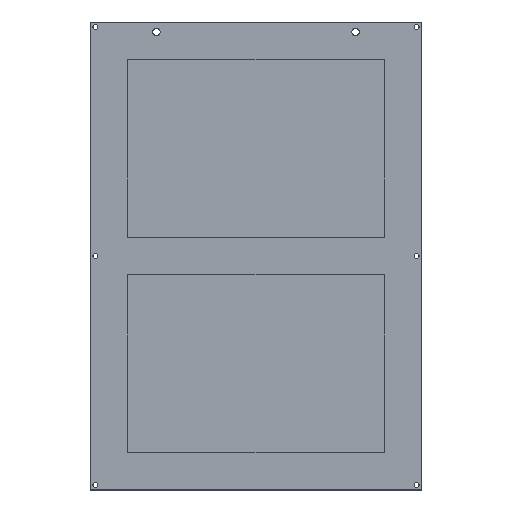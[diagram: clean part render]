
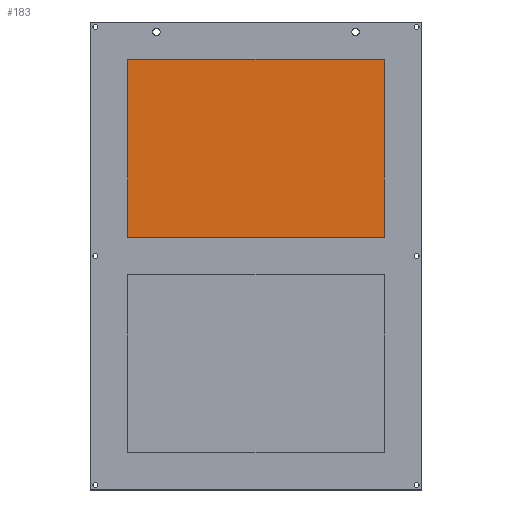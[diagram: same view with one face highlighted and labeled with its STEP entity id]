
A CAD part, top view. The second image highlights one B-rep face of the part: STEP entity #183.
In plain terms, the highlighted planar face has unit normal (0, 0, 1).
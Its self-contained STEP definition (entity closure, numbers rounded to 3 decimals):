
#2 = CARTESIAN_POINT ( 'NONE',  ( 267.5, 27.5, 0. ) ) ;
#147 = DIRECTION ( 'NONE',  ( 0., 1., 0. ) ) ;
#172 = ORIENTED_EDGE ( 'NONE', *, *, #420, .F. ) ;
#174 = AXIS2_PLACEMENT_3D ( 'NONE', #228, #1063, #233 ) ;
#183 = ADVANCED_FACE ( 'NONE', ( #693 ), #723, .F. ) ;
#194 = CARTESIAN_POINT ( 'NONE',  ( 267.5, 27.5, 0. ) ) ;
#196 = VERTEX_POINT ( 'NONE', #493 ) ;
#222 = VERTEX_POINT ( 'NONE', #318 ) ;
#228 = CARTESIAN_POINT ( 'NONE',  ( 0., 0., 0. ) ) ;
#233 = DIRECTION ( 'NONE',  ( -1., 0., 0. ) ) ;
#288 = LINE ( 'NONE', #194, #400 ) ;
#318 = CARTESIAN_POINT ( 'NONE',  ( 267.5, 405., 0. ) ) ;
#337 = DIRECTION ( 'NONE',  ( 0., -1., 0. ) ) ;
#344 = ORIENTED_EDGE ( 'NONE', *, *, #973, .F. ) ;
#355 = VERTEX_POINT ( 'NONE', #2 ) ;
#399 = VECTOR ( 'NONE', #147, 1000. ) ;
#400 = VECTOR ( 'NONE', #689, 1000. ) ;
#420 = EDGE_CURVE ( 'NONE', #222, #355, #757, .T. ) ;
#432 = VERTEX_POINT ( 'NONE', #576 ) ;
#493 = CARTESIAN_POINT ( 'NONE',  ( -267.5, 405., 0. ) ) ;
#511 = ORIENTED_EDGE ( 'NONE', *, *, #626, .F. ) ;
#515 = DIRECTION ( 'NONE',  ( 1., 0., 0. ) ) ;
#518 = LINE ( 'NONE', #820, #399 ) ;
#576 = CARTESIAN_POINT ( 'NONE',  ( -267.5, 27.5, 0. ) ) ;
#595 = VECTOR ( 'NONE', #515, 1000. ) ;
#626 = EDGE_CURVE ( 'NONE', #196, #222, #823, .T. ) ;
#657 = CARTESIAN_POINT ( 'NONE',  ( 267.5, 405., 0. ) ) ;
#689 = DIRECTION ( 'NONE',  ( -1., 0., 0. ) ) ;
#693 = FACE_OUTER_BOUND ( 'NONE', #785, .T. ) ;
#723 = PLANE ( 'NONE',  #174 ) ;
#757 = LINE ( 'NONE', #657, #874 ) ;
#770 = EDGE_CURVE ( 'NONE', #355, #432, #288, .T. ) ;
#785 = EDGE_LOOP ( 'NONE', ( #172, #511, #344, #830 ) ) ;
#820 = CARTESIAN_POINT ( 'NONE',  ( -267.5, 27.5, 0. ) ) ;
#823 = LINE ( 'NONE', #844, #595 ) ;
#830 = ORIENTED_EDGE ( 'NONE', *, *, #770, .F. ) ;
#844 = CARTESIAN_POINT ( 'NONE',  ( -267.5, 405., 0. ) ) ;
#874 = VECTOR ( 'NONE', #337, 1000. ) ;
#973 = EDGE_CURVE ( 'NONE', #432, #196, #518, .T. ) ;
#1063 = DIRECTION ( 'NONE',  ( 0., 0., -1. ) ) ;
